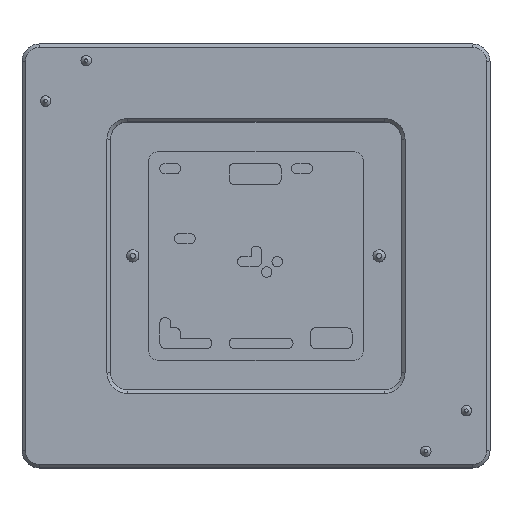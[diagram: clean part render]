
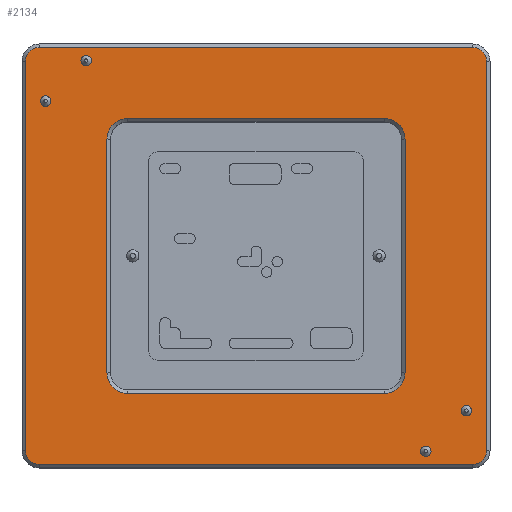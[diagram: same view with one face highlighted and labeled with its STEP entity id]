
A CAD part, top view. The second image highlights one B-rep face of the part: STEP entity #2134.
In plain terms, the highlighted planar face has unit normal (0, 0, 1).
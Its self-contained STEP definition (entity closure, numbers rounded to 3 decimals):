
#172=LINE('',#3459,#357);
#173=LINE('',#3463,#358);
#174=LINE('',#3467,#359);
#175=LINE('',#3471,#360);
#176=LINE('',#3475,#361);
#177=LINE('',#3479,#362);
#178=LINE('',#3483,#363);
#179=LINE('',#3487,#364);
#357=VECTOR('',#2712,1000.);
#358=VECTOR('',#2715,1000.);
#359=VECTOR('',#2718,1000.);
#360=VECTOR('',#2721,1000.);
#361=VECTOR('',#2724,1000.);
#362=VECTOR('',#2727,1000.);
#363=VECTOR('',#2730,1000.);
#364=VECTOR('',#2733,1000.);
#581=ORIENTED_EDGE('',*,*,#1170,.T.);
#582=ORIENTED_EDGE('',*,*,#1171,.T.);
#583=ORIENTED_EDGE('',*,*,#1172,.T.);
#584=ORIENTED_EDGE('',*,*,#1173,.T.);
#585=ORIENTED_EDGE('',*,*,#1174,.T.);
#586=ORIENTED_EDGE('',*,*,#1175,.T.);
#587=ORIENTED_EDGE('',*,*,#1176,.T.);
#588=ORIENTED_EDGE('',*,*,#1177,.T.);
#589=ORIENTED_EDGE('',*,*,#1178,.T.);
#590=ORIENTED_EDGE('',*,*,#1179,.T.);
#591=ORIENTED_EDGE('',*,*,#1180,.T.);
#592=ORIENTED_EDGE('',*,*,#1181,.T.);
#593=ORIENTED_EDGE('',*,*,#1182,.T.);
#594=ORIENTED_EDGE('',*,*,#1183,.T.);
#595=ORIENTED_EDGE('',*,*,#1184,.T.);
#596=ORIENTED_EDGE('',*,*,#1185,.T.);
#597=ORIENTED_EDGE('',*,*,#1186,.T.);
#598=ORIENTED_EDGE('',*,*,#1187,.T.);
#599=ORIENTED_EDGE('',*,*,#1188,.T.);
#600=ORIENTED_EDGE('',*,*,#1189,.T.);
#1170=EDGE_CURVE('',#1462,#1463,#1611,.T.);
#1171=EDGE_CURVE('',#1463,#1464,#172,.T.);
#1172=EDGE_CURVE('',#1464,#1465,#1612,.T.);
#1173=EDGE_CURVE('',#1465,#1466,#173,.T.);
#1174=EDGE_CURVE('',#1466,#1467,#1613,.T.);
#1175=EDGE_CURVE('',#1467,#1468,#174,.T.);
#1176=EDGE_CURVE('',#1468,#1469,#1614,.T.);
#1177=EDGE_CURVE('',#1469,#1462,#175,.T.);
#1178=EDGE_CURVE('',#1470,#1471,#1615,.F.);
#1179=EDGE_CURVE('',#1471,#1472,#176,.T.);
#1180=EDGE_CURVE('',#1472,#1473,#1616,.F.);
#1181=EDGE_CURVE('',#1473,#1474,#177,.T.);
#1182=EDGE_CURVE('',#1474,#1475,#1617,.F.);
#1183=EDGE_CURVE('',#1475,#1476,#178,.T.);
#1184=EDGE_CURVE('',#1476,#1477,#1618,.F.);
#1185=EDGE_CURVE('',#1477,#1470,#179,.T.);
#1186=EDGE_CURVE('',#1478,#1478,#1619,.T.);
#1187=EDGE_CURVE('',#1479,#1479,#1620,.T.);
#1188=EDGE_CURVE('',#1480,#1480,#1621,.T.);
#1189=EDGE_CURVE('',#1481,#1481,#1622,.T.);
#1462=VERTEX_POINT('',#3457);
#1463=VERTEX_POINT('',#3458);
#1464=VERTEX_POINT('',#3460);
#1465=VERTEX_POINT('',#3462);
#1466=VERTEX_POINT('',#3464);
#1467=VERTEX_POINT('',#3466);
#1468=VERTEX_POINT('',#3468);
#1469=VERTEX_POINT('',#3470);
#1470=VERTEX_POINT('',#3473);
#1471=VERTEX_POINT('',#3474);
#1472=VERTEX_POINT('',#3476);
#1473=VERTEX_POINT('',#3478);
#1474=VERTEX_POINT('',#3480);
#1475=VERTEX_POINT('',#3482);
#1476=VERTEX_POINT('',#3484);
#1477=VERTEX_POINT('',#3486);
#1478=VERTEX_POINT('',#3489);
#1479=VERTEX_POINT('',#3491);
#1480=VERTEX_POINT('',#3493);
#1481=VERTEX_POINT('',#3495);
#1611=CIRCLE('',#2347,4.);
#1612=CIRCLE('',#2348,4.);
#1613=CIRCLE('',#2349,4.);
#1614=CIRCLE('',#2350,4.);
#1615=CIRCLE('',#2351,6.);
#1616=CIRCLE('',#2352,6.);
#1617=CIRCLE('',#2353,6.);
#1618=CIRCLE('',#2354,6.);
#1619=CIRCLE('',#2355,1.5);
#1620=CIRCLE('',#2356,1.5);
#1621=CIRCLE('',#2357,1.5);
#1622=CIRCLE('',#2358,1.5);
#1709=EDGE_LOOP('',(#581,#582,#583,#584,#585,#586,#587,#588));
#1710=EDGE_LOOP('',(#589,#590,#591,#592,#593,#594,#595,#596));
#1711=EDGE_LOOP('',(#597));
#1712=EDGE_LOOP('',(#598));
#1713=EDGE_LOOP('',(#599));
#1714=EDGE_LOOP('',(#600));
#1888=FACE_BOUND('',#1709,.T.);
#1889=FACE_BOUND('',#1710,.T.);
#1890=FACE_BOUND('',#1711,.T.);
#1891=FACE_BOUND('',#1712,.T.);
#1892=FACE_BOUND('',#1713,.T.);
#1893=FACE_BOUND('',#1714,.T.);
#2052=PLANE('',#2346);
#2134=ADVANCED_FACE('',(#1888,#1889,#1890,#1891,#1892,#1893),#2052,.T.);
#2346=AXIS2_PLACEMENT_3D('',#3455,#2708,#2709);
#2347=AXIS2_PLACEMENT_3D('',#3456,#2710,#2711);
#2348=AXIS2_PLACEMENT_3D('',#3461,#2713,#2714);
#2349=AXIS2_PLACEMENT_3D('',#3465,#2716,#2717);
#2350=AXIS2_PLACEMENT_3D('',#3469,#2719,#2720);
#2351=AXIS2_PLACEMENT_3D('',#3472,#2722,#2723);
#2352=AXIS2_PLACEMENT_3D('',#3477,#2725,#2726);
#2353=AXIS2_PLACEMENT_3D('',#3481,#2728,#2729);
#2354=AXIS2_PLACEMENT_3D('',#3485,#2731,#2732);
#2355=AXIS2_PLACEMENT_3D('',#3488,#2734,#2735);
#2356=AXIS2_PLACEMENT_3D('',#3490,#2736,#2737);
#2357=AXIS2_PLACEMENT_3D('',#3492,#2738,#2739);
#2358=AXIS2_PLACEMENT_3D('',#3494,#2740,#2741);
#2708=DIRECTION('',(0.,0.,1.));
#2709=DIRECTION('',(1.,0.,0.));
#2710=DIRECTION('',(0.,0.,1.));
#2711=DIRECTION('',(1.,0.,0.));
#2712=DIRECTION('',(1.,0.,0.));
#2713=DIRECTION('',(0.,0.,1.));
#2714=DIRECTION('',(1.,0.,0.));
#2715=DIRECTION('',(0.,1.,0.));
#2716=DIRECTION('',(0.,0.,1.));
#2717=DIRECTION('',(1.,0.,0.));
#2718=DIRECTION('',(-1.,0.,0.));
#2719=DIRECTION('',(0.,0.,1.));
#2720=DIRECTION('',(1.,0.,0.));
#2721=DIRECTION('',(0.,-1.,0.));
#2722=DIRECTION('',(0.,0.,1.));
#2723=DIRECTION('',(1.,0.,0.));
#2724=DIRECTION('',(-1.,0.,0.));
#2725=DIRECTION('',(0.,0.,1.));
#2726=DIRECTION('',(1.,0.,0.));
#2727=DIRECTION('',(0.,1.,0.));
#2728=DIRECTION('',(0.,0.,1.));
#2729=DIRECTION('',(1.,0.,0.));
#2730=DIRECTION('',(1.,0.,0.));
#2731=DIRECTION('',(0.,0.,1.));
#2732=DIRECTION('',(1.,0.,0.));
#2733=DIRECTION('',(0.,-1.,0.));
#2734=DIRECTION('',(0.,0.,-1.));
#2735=DIRECTION('',(0.,-1.,0.));
#2736=DIRECTION('',(0.,0.,-1.));
#2737=DIRECTION('',(0.,-1.,0.));
#2738=DIRECTION('',(0.,0.,-1.));
#2739=DIRECTION('',(0.,-1.,0.));
#2740=DIRECTION('',(0.,0.,-1.));
#2741=DIRECTION('',(0.,-1.,0.));
#3455=CARTESIAN_POINT('',(-67.5,-49.5,28.));
#3456=CARTESIAN_POINT('',(-62.5,-56.15,28.));
#3457=CARTESIAN_POINT('',(-66.5,-56.15,28.));
#3458=CARTESIAN_POINT('',(-62.5,-60.15,28.));
#3459=CARTESIAN_POINT('',(62.5,-60.15,28.));
#3460=CARTESIAN_POINT('',(62.5,-60.15,28.));
#3461=CARTESIAN_POINT('',(62.5,-56.15,28.));
#3462=CARTESIAN_POINT('',(66.5,-56.15,28.));
#3463=CARTESIAN_POINT('',(66.5,56.15,28.));
#3464=CARTESIAN_POINT('',(66.5,56.15,28.));
#3465=CARTESIAN_POINT('',(62.5,56.15,28.));
#3466=CARTESIAN_POINT('',(62.5,60.15,28.));
#3467=CARTESIAN_POINT('',(-62.5,60.15,28.));
#3468=CARTESIAN_POINT('',(-62.5,60.15,28.));
#3469=CARTESIAN_POINT('',(-62.5,56.15,28.));
#3470=CARTESIAN_POINT('',(-66.5,56.15,28.));
#3471=CARTESIAN_POINT('',(-66.5,-56.15,28.));
#3472=CARTESIAN_POINT('',(37.,-33.65,28.));
#3473=CARTESIAN_POINT('',(43.,-33.65,28.));
#3474=CARTESIAN_POINT('',(37.,-39.65,28.));
#3475=CARTESIAN_POINT('',(-37.,-39.65,28.));
#3476=CARTESIAN_POINT('',(-37.,-39.65,28.));
#3477=CARTESIAN_POINT('',(-37.,-33.65,28.));
#3478=CARTESIAN_POINT('',(-43.,-33.65,28.));
#3479=CARTESIAN_POINT('',(-43.,33.65,28.));
#3480=CARTESIAN_POINT('',(-43.,33.65,28.));
#3481=CARTESIAN_POINT('',(-37.,33.65,28.));
#3482=CARTESIAN_POINT('',(-37.,39.65,28.));
#3483=CARTESIAN_POINT('',(37.,39.65,28.));
#3484=CARTESIAN_POINT('',(37.,39.65,28.));
#3485=CARTESIAN_POINT('',(37.,33.65,28.));
#3486=CARTESIAN_POINT('',(43.,33.65,28.));
#3487=CARTESIAN_POINT('',(43.,-33.65,28.));
#3488=CARTESIAN_POINT('',(-49.,56.35,28.));
#3489=CARTESIAN_POINT('',(-49.,54.85,28.));
#3490=CARTESIAN_POINT('',(49.,-56.35,28.));
#3491=CARTESIAN_POINT('',(49.,-57.85,28.));
#3492=CARTESIAN_POINT('',(60.7,-44.65,28.));
#3493=CARTESIAN_POINT('',(60.7,-46.15,28.));
#3494=CARTESIAN_POINT('',(-60.7,44.65,28.));
#3495=CARTESIAN_POINT('',(-60.7,43.15,28.));
